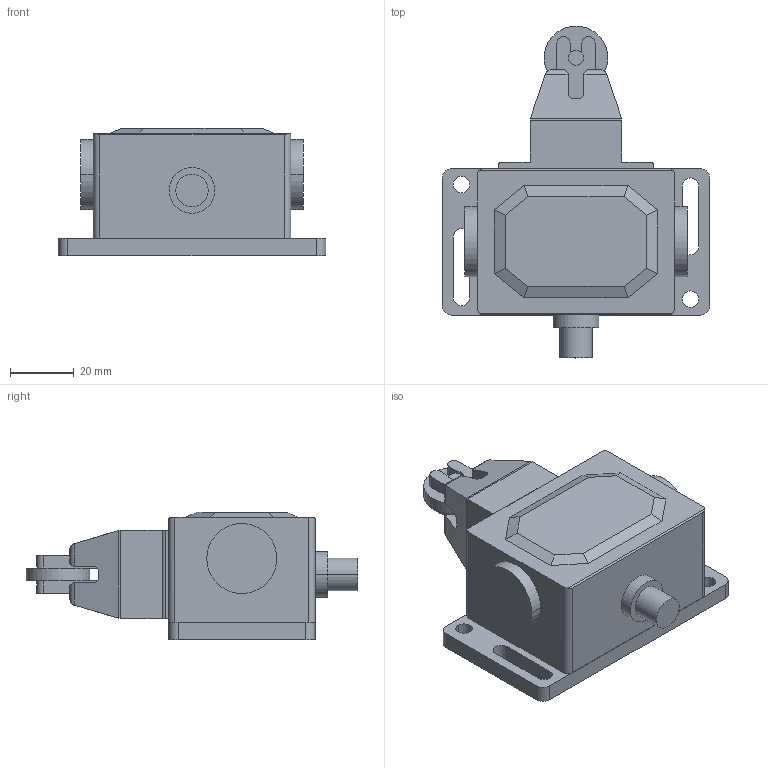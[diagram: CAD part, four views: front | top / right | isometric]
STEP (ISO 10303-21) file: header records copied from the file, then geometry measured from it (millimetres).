
FILE_DESCRIPTION((''),'2;1');
FILE_NAME('3d_PLNA1RAG.stp','2012-10-03T08:00:42',(''),(''),'Mechanical Desktop 2011','Mechanical Desktop 2011',', , ');
FILE_SCHEMA(('CONFIG_CONTROL_DESIGN'));
Length unit declared in the file: millimetre
Products named in the file (1): Product
Bounding box: 84 x 104.3 x 40 mm (x, y, z)
Volume: 143576.2 mm3; surface area: 36773 mm2
Topology: 11 solids, 11 shells, 146 faces, 378 edges, 260 vertices
Faces by surface type: plane 100, cylinder 46
Entity records: 4634 total; most frequent: CARTESIAN_POINT 863, DIRECTION 776, ORIENTED_EDGE 744, EDGE_CURVE 372, VECTOR 266, LINE 266, AXIS2_PLACEMENT_3D 255, VERTEX_POINT 250
